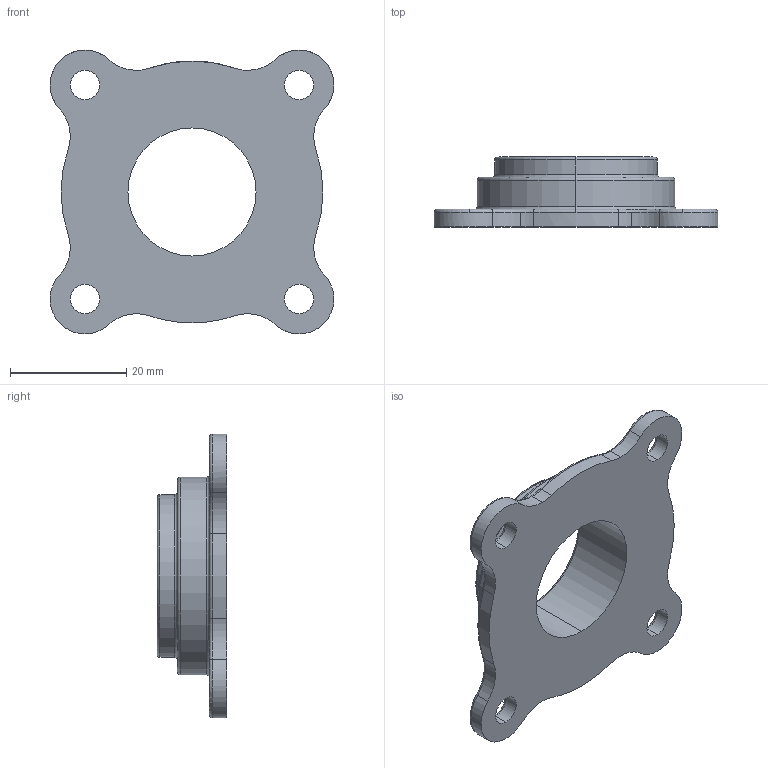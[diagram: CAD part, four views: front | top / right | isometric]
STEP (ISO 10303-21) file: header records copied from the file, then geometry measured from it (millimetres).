
FILE_DESCRIPTION(('Open CASCADE Model'),'2;1');
FILE_NAME('Open CASCADE Shape Model','2019-06-04T16:10:33',('Author'),( 'Open CASCADE'),'Open CASCADE STEP processor 7.3','Open CASCADE 7.3' ,'Unknown');
FILE_SCHEMA(('AUTOMOTIVE_DESIGN { 1 0 10303 214 1 1 1 1 }'));
Length unit declared in the file: millimetre
Products named in the file (1): Open CASCADE STEP translator 7.3 1
Bounding box: 48.74 x 12 x 48.77 mm (x, y, z)
Volume: 8417.2 mm3; surface area: 5478 mm2
Topology: 1 solids, 1 shells, 78 faces, 188 edges, 114 vertices
Faces by surface type: torus 39, cylinder 35, plane 4
Entity records: 5537 total; most frequent: CARTESIAN_POINT 961, DIRECTION 841, ORIENTED_EDGE 376, PCURVE 376, DEFINITIONAL_REPRESENTATION 376, LINE 341, VECTOR 341, AXIS2_PLACEMENT_3D 232
